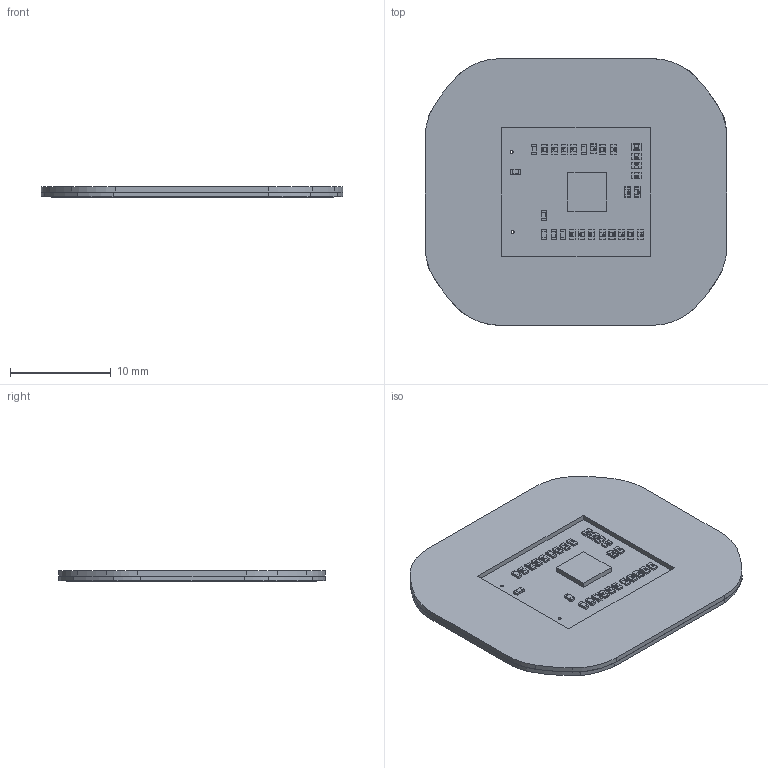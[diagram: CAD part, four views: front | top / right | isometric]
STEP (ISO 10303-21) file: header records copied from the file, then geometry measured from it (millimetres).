
FILE_DESCRIPTION((''),'2;1');
FILE_NAME('U05QR-6065_V1_0-210802_ASM','2025-02-19T16:24:39',('刘威'),(''),'CREO PARAMETRIC BY PTC INC, 2021063','CREO PARAMETRIC BY PTC INC, 2021063','');
FILE_SCHEMA(('CONFIG_CONTROL_DESIGN','SHAPE_APPEARANCE_LAYERS_GROUPS'));
Length unit declared in the file: millimetre
Products named in the file (44): BOARD; 1101759264; RT1_ASM; R10_ASM; 1101759392; R9_ASM; 1101761568; C21_ASM; R5_ASM; R4_ASM; R3_ASM; 1101759520; R2_ASM; 1101760032; C20_ASM; C19_ASM; C18_ASM; C17_ASM; 1101761824; C16_ASM; C15_ASM; C14_ASM; C13_ASM; C12_ASM; C11_ASM; C10_ASM; C9_ASM; C8_ASM; C7_ASM; C6_ASM; C5_ASM; C4_ASM; C3_ASM; 1101752864; C2_ASM; C1_ASM; EXTRUDED; 675367200_ASM; U1_ASM; PCB_ASM ...
Assembly tree (64 placements, depth 5):
  U05QR-6065_V1_0-210802_ASM
    PCB_ASM
      BOARD
      RT1_ASM
        1101759264
      R10_ASM
        1101759264
      R9_ASM
        1101759392
      C21_ASM
        1101761568
      R5_ASM
        1101759392
      R4_ASM
        1101759264
      R3_ASM
        1101759392
      R2_ASM
        1101759520
      C20_ASM
        1101760032
      C19_ASM
        1101760032
      C18_ASM
        1101760032
      C17_ASM
        1101760032
      C16_ASM
        1101761824
      C15_ASM
        1101761824
      C14_ASM
        1101761824
      C13_ASM
        1101761824
      C12_ASM
        1101761824
      C11_ASM
        1101760032
      C10_ASM
        1101761824
      C9_ASM
        1101760032
      C8_ASM
        1101761824
      C7_ASM
        1101760032
      C6_ASM
        1101761824
      C5_ASM
        1101761824
      C4_ASM
        1101761824
      C3_ASM
        1101761568
      C2_ASM
        1101752864
      C1_ASM
        1101761568
      U1_ASM
Bounding box: 30 x 26.5 x 1 mm (x, y, z)
Volume: 625.1 mm3; surface area: 2839.8 mm2
Topology: 31 solids, 31 shells, 2201 faces, 5343 edges, 3142 vertices
Faces by surface type: plane 1120, cylinder 514, extrusion 399, sphere 168
Entity records: 32472 total; most frequent: CARTESIAN_POINT 6918, DIRECTION 3338, ORIENTED_EDGE 3136, PRESENTATION_STYLE_ASSIGNMENT 2277, STYLED_ITEM 1700, CURVE_STYLE 1688, EDGE_CURVE 1568, VECTOR 1174
